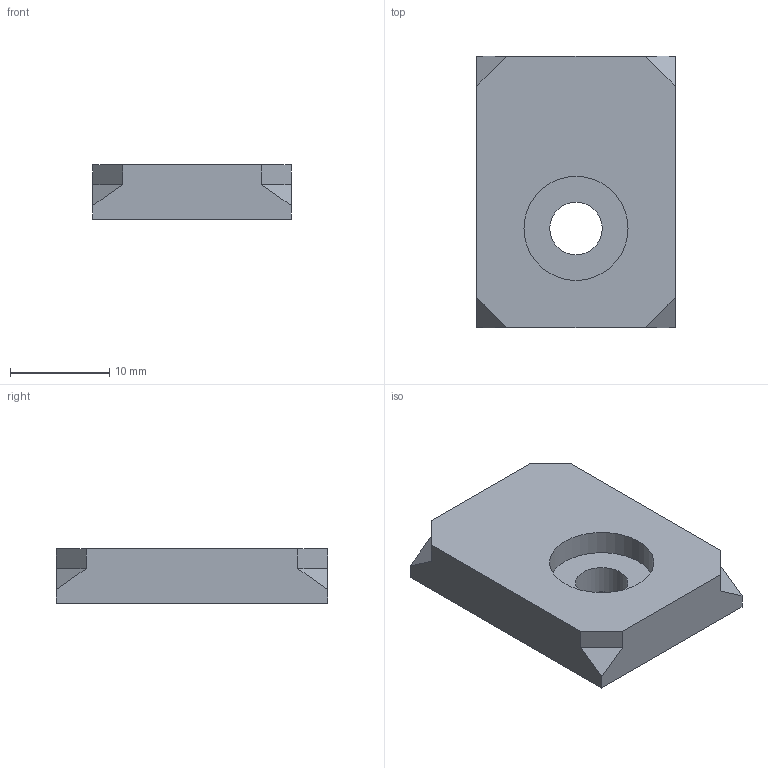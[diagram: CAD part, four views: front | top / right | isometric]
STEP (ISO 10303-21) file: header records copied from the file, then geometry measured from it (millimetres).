
FILE_DESCRIPTION(/* description */ (''),/* implementation_level */ '2;1');
FILE_NAME(/* name */ 'foot.step',/* time_stamp */ '2017-12-27T16:25:33+01:00',/* author */ ('gregsaun'),/* organization */ (''),/* preprocessor_version */ 'ST-DEVELOPER v16.13',/* originating_system */ 'Autodesk Translation Framework v6.5.0.72',/* authorisation */ '');
FILE_SCHEMA (('AUTOMOTIVE_DESIGN { 1 0 10303 214 3 1 1 }'));
Length unit declared in the file: millimetre
Products named in the file (1): foot
Bounding box: 20 x 27.35 x 5.5 mm (x, y, z)
Volume: 2622.6 mm3; surface area: 1673.1 mm2
Topology: 1 solids, 3 shells, 32 faces, 75 edges, 50 vertices
Faces by surface type: plane 28, cylinder 3, cone 1
Full cylindrical faces by diameter (mm): 5.3 x1, 10.5 x1
Entity records: 944 total; most frequent: CARTESIAN_POINT 162, ORIENTED_EDGE 150, DIRECTION 146, EDGE_CURVE 75, LINE 66, VECTOR 66, VERTEX_POINT 50, AXIS2_PLACEMENT_3D 40
